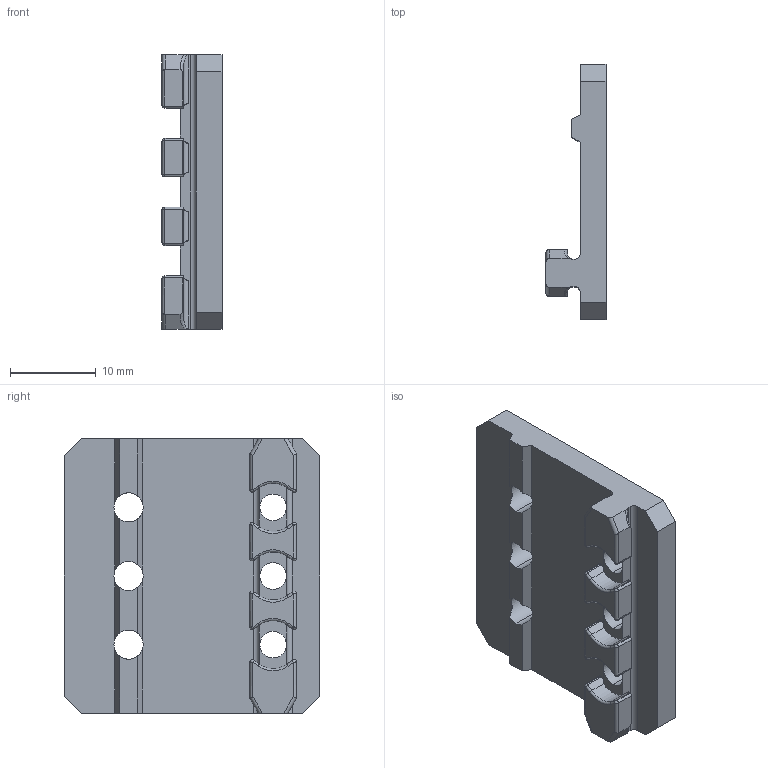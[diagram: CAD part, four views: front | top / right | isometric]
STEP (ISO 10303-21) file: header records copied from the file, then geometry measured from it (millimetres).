
FILE_DESCRIPTION (( 'STEP AP203' ), '1' );
FILE_NAME ('REV-41-1519.STEP', '2018-02-28T22:47:23', ( '' ), ( '' ), 'SwSTEP 2.0', 'SolidWorks 2017', '' );
FILE_SCHEMA (( 'CONFIG_CONTROL_DESIGN' ));
Length unit declared in the file: millimetre
Products named in the file (1): REV-41-1519
Bounding box: 7 x 29.79 x 32 mm (x, y, z)
Volume: 3096.6 mm3; surface area: 2833.8 mm2
Topology: 1 solids, 1 shells, 291 faces, 786 edges, 508 vertices
Faces by surface type: plane 148, cylinder 78, bspline 59, torus 6
Entity records: 10224 total; most frequent: CARTESIAN_POINT 3364, ORIENTED_EDGE 1572, DIRECTION 1176, EDGE_CURVE 786, VERTEX_POINT 508, VECTOR 466, LINE 466, AXIS2_PLACEMENT_3D 355
